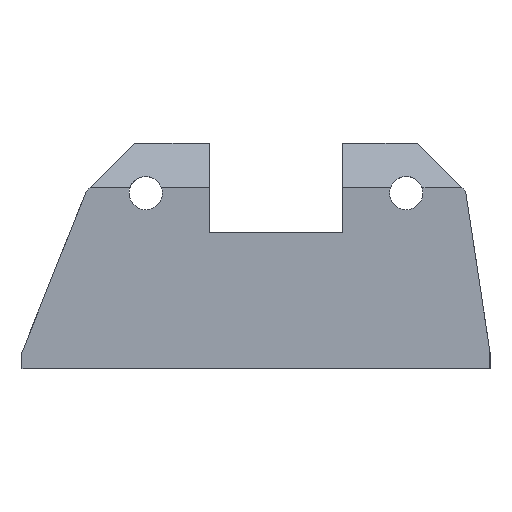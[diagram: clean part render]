
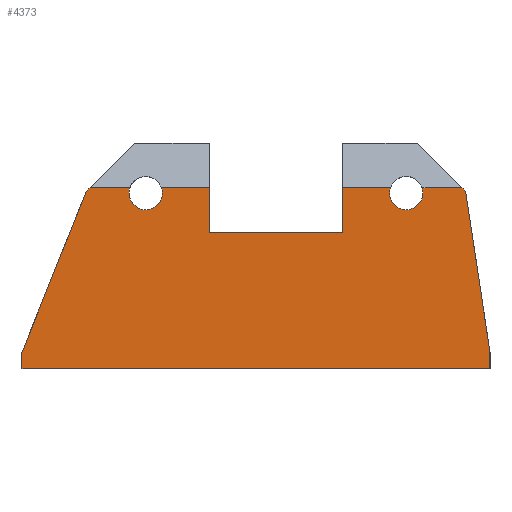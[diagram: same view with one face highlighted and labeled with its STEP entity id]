
A CAD part, left-side view. The second image highlights one B-rep face of the part: STEP entity #4373.
In plain terms, the highlighted planar face has unit normal (-1, 0, 0).
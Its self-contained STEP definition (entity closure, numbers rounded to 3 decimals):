
#20 = CARTESIAN_POINT ( 'NONE',  ( -36., -13.236, 16.35 ) ) ;
#257 = ORIENTED_EDGE ( 'NONE', *, *, #3590, .F. ) ;
#335 = CARTESIAN_POINT ( 'NONE',  ( -36., 20., 20.35 ) ) ;
#403 = CARTESIAN_POINT ( 'NONE',  ( -36., -14.65, 15.85 ) ) ;
#610 = ORIENTED_EDGE ( 'NONE', *, *, #3810, .F. ) ;
#632 = CARTESIAN_POINT ( 'NONE',  ( -36., -14.65, 14.35 ) ) ;
#720 = DIRECTION ( 'NONE',  ( 0., -0.707, -0.707 ) ) ;
#735 = DIRECTION ( 'NONE',  ( 0., 0., -1. ) ) ;
#866 = AXIS2_PLACEMENT_3D ( 'NONE', #6015, #2096, #735 ) ;
#876 = VECTOR ( 'NONE', #3505, 1000. ) ;
#945 = EDGE_CURVE ( 'NONE', #1751, #7406, #6302, .T. ) ;
#976 = ORIENTED_EDGE ( 'NONE', *, *, #5734, .T. ) ;
#1017 = VERTEX_POINT ( 'NONE', #6606 ) ;
#1041 = CARTESIAN_POINT ( 'NONE',  ( -36., 20., 1.5 ) ) ;
#1096 = CARTESIAN_POINT ( 'NONE',  ( -36., 8.85, 15.85 ) ) ;
#1155 = AXIS2_PLACEMENT_3D ( 'NONE', #403, #4613, #8000 ) ;
#1268 = AXIS2_PLACEMENT_3D ( 'NONE', #3200, #5957, #2525 ) ;
#1286 = CARTESIAN_POINT ( 'NONE',  ( -36., -22.2, 0. ) ) ;
#1308 = CARTESIAN_POINT ( 'NONE',  ( -36., 20., 16.35 ) ) ;
#1484 = VERTEX_POINT ( 'NONE', #6067 ) ;
#1541 = CARTESIAN_POINT ( 'NONE',  ( -36., 20., 0. ) ) ;
#1751 = VERTEX_POINT ( 'NONE', #20 ) ;
#1777 = VERTEX_POINT ( 'NONE', #4026 ) ;
#1799 = CARTESIAN_POINT ( 'NONE',  ( -36., -8.9, 16.35 ) ) ;
#1847 = DIRECTION ( 'NONE',  ( 0., 0., 1. ) ) ;
#1868 = FACE_OUTER_BOUND ( 'NONE', #3296, .T. ) ;
#1937 = EDGE_CURVE ( 'NONE', #3795, #4358, #7902, .T. ) ;
#2075 = LINE ( 'NONE', #1286, #6340 ) ;
#2086 = CARTESIAN_POINT ( 'NONE',  ( -36., -15.65, 20.35 ) ) ;
#2096 = DIRECTION ( 'NONE',  ( 1., 0., 0. ) ) ;
#2141 = DIRECTION ( 'NONE',  ( 0., 0.371, -0.928 ) ) ;
#2251 = ORIENTED_EDGE ( 'NONE', *, *, #4065, .T. ) ;
#2269 = VECTOR ( 'NONE', #3526, 1000. ) ;
#2408 = CARTESIAN_POINT ( 'NONE',  ( -36., 8.85, 15.85 ) ) ;
#2443 = ORIENTED_EDGE ( 'NONE', *, *, #8132, .T. ) ;
#2525 = DIRECTION ( 'NONE',  ( 0., -1., 0. ) ) ;
#2675 = CARTESIAN_POINT ( 'NONE',  ( -36., -19.65, 16.35 ) ) ;
#2729 = CARTESIAN_POINT ( 'NONE',  ( -36., -20., 16. ) ) ;
#2749 = CIRCLE ( 'NONE', #8096, 1.5 ) ;
#2771 = DIRECTION ( 'NONE',  ( 0., 1., 0. ) ) ;
#2788 = VERTEX_POINT ( 'NONE', #8306 ) ;
#2791 = LINE ( 'NONE', #2086, #5224 ) ;
#2874 = CARTESIAN_POINT ( 'NONE',  ( -36., -16.064, 16.35 ) ) ;
#2929 = EDGE_CURVE ( 'NONE', #5439, #3795, #8039, .T. ) ;
#2953 = ORIENTED_EDGE ( 'NONE', *, *, #6911, .F. ) ;
#3029 = DIRECTION ( 'NONE',  ( 0., 0., -1. ) ) ;
#3183 = LINE ( 'NONE', #3752, #4786 ) ;
#3197 = EDGE_CURVE ( 'NONE', #3664, #2788, #3666, .T. ) ;
#3200 = CARTESIAN_POINT ( 'NONE',  ( -36., 20., 20.35 ) ) ;
#3234 = DIRECTION ( 'NONE',  ( 0., -0.707, 0.707 ) ) ;
#3273 = LINE ( 'NONE', #5902, #4791 ) ;
#3296 = EDGE_LOOP ( 'NONE', ( #7478, #5303, #7489, #3896, #976, #257, #6071, #4784, #610, #5115, #2953, #8329, #4768, #4148, #2443, #3733, #2251, #4491 ) ) ;
#3313 = CARTESIAN_POINT ( 'NONE',  ( -36., 3.1, 12.332 ) ) ;
#3443 = VERTEX_POINT ( 'NONE', #1041 ) ;
#3505 = DIRECTION ( 'NONE',  ( 0., 1., 0. ) ) ;
#3520 = VECTOR ( 'NONE', #6624, 1000. ) ;
#3526 = DIRECTION ( 'NONE',  ( 0., -0.15, -0.989 ) ) ;
#3590 = EDGE_CURVE ( 'NONE', #1777, #7223, #5832, .T. ) ;
#3654 = DIRECTION ( 'NONE',  ( 0., 0., -1. ) ) ;
#3663 = VECTOR ( 'NONE', #3654, 1000. ) ;
#3664 = VERTEX_POINT ( 'NONE', #6785 ) ;
#3666 = CIRCLE ( 'NONE', #6040, 1.5 ) ;
#3733 = ORIENTED_EDGE ( 'NONE', *, *, #945, .T. ) ;
#3752 = CARTESIAN_POINT ( 'NONE',  ( -36., 3.1, 16.332 ) ) ;
#3781 = DIRECTION ( 'NONE',  ( 1., 0., 0. ) ) ;
#3795 = VERTEX_POINT ( 'NONE', #2874 ) ;
#3810 = EDGE_CURVE ( 'NONE', #8441, #6867, #3273, .T. ) ;
#3815 = VECTOR ( 'NONE', #2771, 1000. ) ;
#3896 = ORIENTED_EDGE ( 'NONE', *, *, #5627, .T. ) ;
#3906 = EDGE_CURVE ( 'NONE', #4281, #4215, #3925, .T. ) ;
#3925 = LINE ( 'NONE', #3313, #3815 ) ;
#3995 = VERTEX_POINT ( 'NONE', #2729 ) ;
#4026 = CARTESIAN_POINT ( 'NONE',  ( -36., 14.2, 16. ) ) ;
#4065 = EDGE_CURVE ( 'NONE', #7406, #4281, #8270, .T. ) ;
#4090 = VECTOR ( 'NONE', #2141, 1000. ) ;
#4148 = ORIENTED_EDGE ( 'NONE', *, *, #1937, .T. ) ;
#4152 = DIRECTION ( 'NONE',  ( 0., 1., 0. ) ) ;
#4196 = CARTESIAN_POINT ( 'NONE',  ( -36., 20., 16.35 ) ) ;
#4215 = VERTEX_POINT ( 'NONE', #7920 ) ;
#4233 = CARTESIAN_POINT ( 'NONE',  ( -36., -22.2, 1.5 ) ) ;
#4281 = VERTEX_POINT ( 'NONE', #7585 ) ;
#4358 = VERTEX_POINT ( 'NONE', #632 ) ;
#4373 = ADVANCED_FACE ( 'NONE', ( #1868 ), #7984, .T. ) ;
#4491 = ORIENTED_EDGE ( 'NONE', *, *, #3906, .T. ) ;
#4613 = DIRECTION ( 'NONE',  ( 1., 0., 0. ) ) ;
#4629 = CARTESIAN_POINT ( 'NONE',  ( -36., 10.264, 16.35 ) ) ;
#4768 = ORIENTED_EDGE ( 'NONE', *, *, #2929, .T. ) ;
#4784 = ORIENTED_EDGE ( 'NONE', *, *, #5996, .T. ) ;
#4786 = VECTOR ( 'NONE', #1847, 1000. ) ;
#4791 = VECTOR ( 'NONE', #8464, 1000. ) ;
#4829 = VERTEX_POINT ( 'NONE', #4629 ) ;
#5115 = ORIENTED_EDGE ( 'NONE', *, *, #7916, .F. ) ;
#5132 = DIRECTION ( 'NONE',  ( 0., 0., -1. ) ) ;
#5224 = VECTOR ( 'NONE', #720, 1000. ) ;
#5253 = EDGE_CURVE ( 'NONE', #4215, #1017, #3183, .T. ) ;
#5285 = LINE ( 'NONE', #335, #6123 ) ;
#5303 = ORIENTED_EDGE ( 'NONE', *, *, #7586, .T. ) ;
#5350 = CARTESIAN_POINT ( 'NONE',  ( -36., 20., 1.5 ) ) ;
#5439 = VERTEX_POINT ( 'NONE', #2675 ) ;
#5440 = VECTOR ( 'NONE', #4152, 1000. ) ;
#5627 = EDGE_CURVE ( 'NONE', #2788, #4829, #2749, .T. ) ;
#5664 = DIRECTION ( 'NONE',  ( 1., 0., 0. ) ) ;
#5734 = EDGE_CURVE ( 'NONE', #4829, #7223, #6668, .T. ) ;
#5832 = LINE ( 'NONE', #7900, #7890 ) ;
#5902 = CARTESIAN_POINT ( 'NONE',  ( -36., 20., 0. ) ) ;
#5957 = DIRECTION ( 'NONE',  ( -1., 0., 0. ) ) ;
#5966 = DIRECTION ( 'NONE',  ( 0., 1., 0. ) ) ;
#5996 = EDGE_CURVE ( 'NONE', #3443, #6867, #5285, .T. ) ;
#6015 = CARTESIAN_POINT ( 'NONE',  ( -36., -14.65, 15.85 ) ) ;
#6040 = AXIS2_PLACEMENT_3D ( 'NONE', #2408, #5664, #3029 ) ;
#6067 = CARTESIAN_POINT ( 'NONE',  ( -36., -22.2, 1.5 ) ) ;
#6071 = ORIENTED_EDGE ( 'NONE', *, *, #7563, .T. ) ;
#6079 = DIRECTION ( 'NONE',  ( 0., 0., -1. ) ) ;
#6123 = VECTOR ( 'NONE', #5132, 1000. ) ;
#6302 = LINE ( 'NONE', #4196, #5440 ) ;
#6316 = CARTESIAN_POINT ( 'NONE',  ( -36., -22.2, 0. ) ) ;
#6340 = VECTOR ( 'NONE', #6079, 1000. ) ;
#6456 = DIRECTION ( 'NONE',  ( 0., 0., -1. ) ) ;
#6486 = CIRCLE ( 'NONE', #1155, 1.5 ) ;
#6606 = CARTESIAN_POINT ( 'NONE',  ( -36., 3.1, 16.35 ) ) ;
#6624 = DIRECTION ( 'NONE',  ( 0., 1., 0. ) ) ;
#6625 = CARTESIAN_POINT ( 'NONE',  ( -36., 20., 16.35 ) ) ;
#6640 = CARTESIAN_POINT ( 'NONE',  ( -36., 13.85, 16.35 ) ) ;
#6668 = LINE ( 'NONE', #6625, #6825 ) ;
#6785 = CARTESIAN_POINT ( 'NONE',  ( -36., 7.436, 16.35 ) ) ;
#6825 = VECTOR ( 'NONE', #5966, 1000. ) ;
#6867 = VERTEX_POINT ( 'NONE', #1541 ) ;
#6911 = EDGE_CURVE ( 'NONE', #3995, #1484, #7361, .T. ) ;
#7223 = VERTEX_POINT ( 'NONE', #6640 ) ;
#7282 = CARTESIAN_POINT ( 'NONE',  ( -36., 20., 16.35 ) ) ;
#7333 = LINE ( 'NONE', #5350, #4090 ) ;
#7361 = LINE ( 'NONE', #4233, #2269 ) ;
#7406 = VERTEX_POINT ( 'NONE', #1799 ) ;
#7478 = ORIENTED_EDGE ( 'NONE', *, *, #5253, .T. ) ;
#7489 = ORIENTED_EDGE ( 'NONE', *, *, #3197, .T. ) ;
#7508 = LINE ( 'NONE', #1308, #876 ) ;
#7563 = EDGE_CURVE ( 'NONE', #1777, #3443, #7333, .T. ) ;
#7585 = CARTESIAN_POINT ( 'NONE',  ( -36., -8.9, 12.332 ) ) ;
#7586 = EDGE_CURVE ( 'NONE', #1017, #3664, #7508, .T. ) ;
#7890 = VECTOR ( 'NONE', #3234, 1000. ) ;
#7900 = CARTESIAN_POINT ( 'NONE',  ( -36., 9.85, 20.35 ) ) ;
#7902 = CIRCLE ( 'NONE', #866, 1.5 ) ;
#7916 = EDGE_CURVE ( 'NONE', #1484, #8441, #2075, .T. ) ;
#7920 = CARTESIAN_POINT ( 'NONE',  ( -36., 3.1, 12.332 ) ) ;
#7984 = PLANE ( 'NONE',  #1268 ) ;
#8000 = DIRECTION ( 'NONE',  ( 0., 0., -1. ) ) ;
#8039 = LINE ( 'NONE', #7282, #3520 ) ;
#8096 = AXIS2_PLACEMENT_3D ( 'NONE', #1096, #3781, #6456 ) ;
#8132 = EDGE_CURVE ( 'NONE', #4358, #1751, #6486, .T. ) ;
#8270 = LINE ( 'NONE', #8318, #3663 ) ;
#8306 = CARTESIAN_POINT ( 'NONE',  ( -36., 8.85, 14.35 ) ) ;
#8318 = CARTESIAN_POINT ( 'NONE',  ( -36., -8.9, 16.332 ) ) ;
#8329 = ORIENTED_EDGE ( 'NONE', *, *, #8589, .F. ) ;
#8441 = VERTEX_POINT ( 'NONE', #6316 ) ;
#8464 = DIRECTION ( 'NONE',  ( 0., 1., 0. ) ) ;
#8589 = EDGE_CURVE ( 'NONE', #5439, #3995, #2791, .T. ) ;
